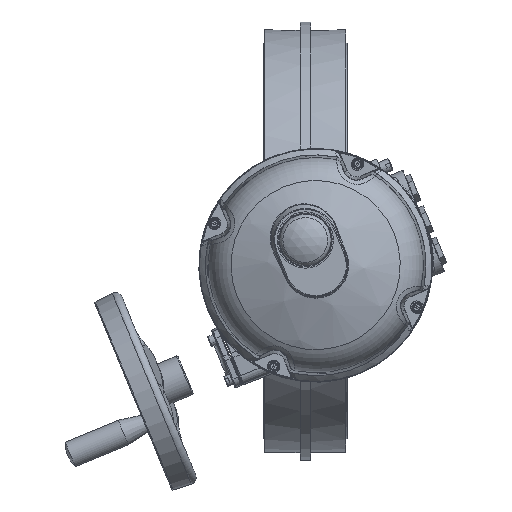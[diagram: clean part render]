
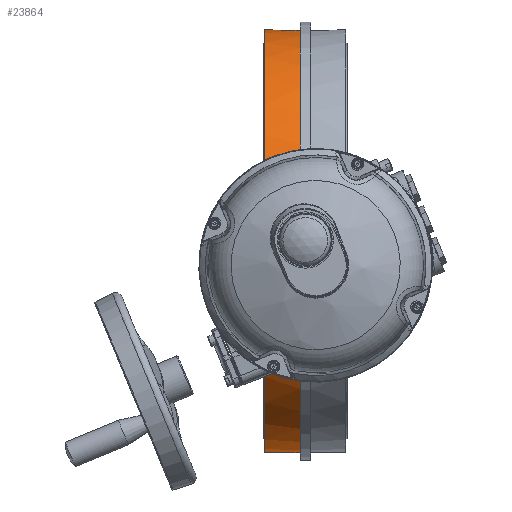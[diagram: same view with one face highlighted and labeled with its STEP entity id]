
A CAD part, top view. The second image highlights one B-rep face of the part: STEP entity #23864.
In plain terms, the highlighted cylindrical face has radius 202.5 mm (diameter 405 mm), a full revolution.
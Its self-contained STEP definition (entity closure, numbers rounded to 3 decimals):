
#1340=CYLINDRICAL_SURFACE('',#26101,202.5);
#2165=ELLIPSE('',#26103,405.,202.5);
#2166=ELLIPSE('',#26105,405.,202.5);
#2167=ELLIPSE('',#26109,405.,202.5);
#2168=ELLIPSE('',#26111,405.,202.5);
#3047=LINE('',#63723,#4613);
#3048=LINE('',#63730,#4614);
#3049=LINE('',#63734,#4615);
#4613=VECTOR('',#30839,202.5);
#4614=VECTOR('',#30846,1000.);
#4615=VECTOR('',#30849,1000.);
#7360=FACE_OUTER_BOUND('',#8704,.T.);
#8704=EDGE_LOOP('',(#20815,#20816,#20817,#20818,#20819,#20820,#20821,#20822,
#20823,#20824,#20825,#20826,#20827,#20828));
#10134=CIRCLE('',#26102,202.5);
#10135=CIRCLE('',#26104,202.5);
#10136=CIRCLE('',#26106,202.5);
#10137=CIRCLE('',#26107,202.5);
#10138=CIRCLE('',#26108,202.5);
#10139=CIRCLE('',#26110,202.5);
#12075=VERTEX_POINT('',#63711);
#12076=VERTEX_POINT('',#63712);
#12077=VERTEX_POINT('',#63714);
#12078=VERTEX_POINT('',#63716);
#12079=VERTEX_POINT('',#63718);
#12080=VERTEX_POINT('',#63720);
#12081=VERTEX_POINT('',#63722);
#12082=VERTEX_POINT('',#63725);
#12083=VERTEX_POINT('',#63727);
#12084=VERTEX_POINT('',#63729);
#12085=VERTEX_POINT('',#63731);
#12086=VERTEX_POINT('',#63733);
#15373=EDGE_CURVE('',#12075,#12076,#10134,.T.);
#15374=EDGE_CURVE('',#12075,#12077,#2165,.T.);
#15375=EDGE_CURVE('',#12077,#12078,#10135,.T.);
#15376=EDGE_CURVE('',#12078,#12079,#2166,.T.);
#15377=EDGE_CURVE('',#12080,#12079,#10136,.T.);
#15378=EDGE_CURVE('',#12080,#12081,#3047,.T.);
#15379=EDGE_CURVE('',#12081,#12081,#10137,.T.);
#15380=EDGE_CURVE('',#12082,#12080,#10138,.T.);
#15381=EDGE_CURVE('',#12082,#12083,#2167,.T.);
#15382=EDGE_CURVE('',#12084,#12083,#3048,.T.);
#15383=EDGE_CURVE('',#12084,#12085,#10139,.T.);
#15384=EDGE_CURVE('',#12086,#12085,#3049,.T.);
#15385=EDGE_CURVE('',#12086,#12076,#2168,.T.);
#20815=ORIENTED_EDGE('',*,*,#15373,.F.);
#20816=ORIENTED_EDGE('',*,*,#15374,.T.);
#20817=ORIENTED_EDGE('',*,*,#15375,.T.);
#20818=ORIENTED_EDGE('',*,*,#15376,.T.);
#20819=ORIENTED_EDGE('',*,*,#15377,.F.);
#20820=ORIENTED_EDGE('',*,*,#15378,.T.);
#20821=ORIENTED_EDGE('',*,*,#15379,.T.);
#20822=ORIENTED_EDGE('',*,*,#15378,.F.);
#20823=ORIENTED_EDGE('',*,*,#15380,.F.);
#20824=ORIENTED_EDGE('',*,*,#15381,.T.);
#20825=ORIENTED_EDGE('',*,*,#15382,.F.);
#20826=ORIENTED_EDGE('',*,*,#15383,.T.);
#20827=ORIENTED_EDGE('',*,*,#15384,.F.);
#20828=ORIENTED_EDGE('',*,*,#15385,.T.);
#23864=ADVANCED_FACE('',(#7360),#1340,.T.);
#26101=AXIS2_PLACEMENT_3D('',#63710,#30827,#30828);
#26102=AXIS2_PLACEMENT_3D('',#63713,#30829,#30830);
#26103=AXIS2_PLACEMENT_3D('',#63715,#30831,#30832);
#26104=AXIS2_PLACEMENT_3D('',#63717,#30833,#30834);
#26105=AXIS2_PLACEMENT_3D('',#63719,#30835,#30836);
#26106=AXIS2_PLACEMENT_3D('',#63721,#30837,#30838);
#26107=AXIS2_PLACEMENT_3D('',#63724,#30840,#30841);
#26108=AXIS2_PLACEMENT_3D('',#63726,#30842,#30843);
#26109=AXIS2_PLACEMENT_3D('',#63728,#30844,#30845);
#26110=AXIS2_PLACEMENT_3D('',#63732,#30847,#30848);
#26111=AXIS2_PLACEMENT_3D('',#63735,#30850,#30851);
#30827=DIRECTION('center_axis',(0.,0.,1.));
#30828=DIRECTION('ref_axis',(1.,0.,0.));
#30829=DIRECTION('center_axis',(0.,0.,1.));
#30830=DIRECTION('ref_axis',(1.,0.,0.));
#30831=DIRECTION('center_axis',(0.866,0.,
-0.5));
#30832=DIRECTION('ref_axis',(0.5,0.,0.866));
#30833=DIRECTION('center_axis',(0.,0.,-1.));
#30834=DIRECTION('ref_axis',(1.,0.,0.));
#30835=DIRECTION('center_axis',(-0.866,0.,
-0.5));
#30836=DIRECTION('ref_axis',(0.5,0.,-0.866));
#30837=DIRECTION('center_axis',(0.,0.,1.));
#30838=DIRECTION('ref_axis',(1.,0.,0.));
#30839=DIRECTION('',(0.,0.,-1.));
#30840=DIRECTION('center_axis',(0.,0.,1.));
#30841=DIRECTION('ref_axis',(1.,0.,0.));
#30842=DIRECTION('center_axis',(0.,0.,1.));
#30843=DIRECTION('ref_axis',(1.,0.,0.));
#30844=DIRECTION('center_axis',(-0.866,0.,
-0.5));
#30845=DIRECTION('ref_axis',(0.5,0.,-0.866));
#30846=DIRECTION('',(0.,0.,1.));
#30847=DIRECTION('center_axis',(0.,0.,-1.));
#30848=DIRECTION('ref_axis',(1.,0.,0.));
#30849=DIRECTION('',(0.,0.,-1.));
#30850=DIRECTION('center_axis',(0.866,0.,-0.5));
#30851=DIRECTION('ref_axis',(0.5,0.,0.866));
#63710=CARTESIAN_POINT('Origin',(0.,0.,115.101));
#63711=CARTESIAN_POINT('',(28.29,-200.514,-5.));
#63712=CARTESIAN_POINT('',(28.29,200.514,-5.));
#63713=CARTESIAN_POINT('Origin',(0.,0.,-5.));
#63714=CARTESIAN_POINT('',(15.588,-201.899,-27.));
#63715=CARTESIAN_POINT('Origin',(0.,0.,
-54.));
#63716=CARTESIAN_POINT('',(-15.588,-201.899,-27.));
#63717=CARTESIAN_POINT('Origin',(0.,0.,-27.));
#63718=CARTESIAN_POINT('',(-28.29,-200.514,-5.));
#63719=CARTESIAN_POINT('Origin',(0.,0.,
-54.));
#63720=CARTESIAN_POINT('',(-202.5,0.,-5.));
#63721=CARTESIAN_POINT('Origin',(0.,0.,-5.));
#63722=CARTESIAN_POINT('',(-202.5,0.,-39.));
#63723=CARTESIAN_POINT('',(-202.5,0.,115.101));
#63724=CARTESIAN_POINT('Origin',(0.,0.,-39.));
#63725=CARTESIAN_POINT('',(-28.29,200.514,-5.));
#63726=CARTESIAN_POINT('Origin',(0.,0.,-5.));
#63727=CARTESIAN_POINT('',(-17.,201.785,-24.555));
#63728=CARTESIAN_POINT('Origin',(0.,0.,
-54.));
#63729=CARTESIAN_POINT('',(-17.,201.785,-27.));
#63730=CARTESIAN_POINT('',(-17.,201.785,115.101));
#63731=CARTESIAN_POINT('',(17.,201.785,-27.));
#63732=CARTESIAN_POINT('Origin',(0.,0.,-27.));
#63733=CARTESIAN_POINT('',(17.,201.785,-24.555));
#63734=CARTESIAN_POINT('',(17.,201.785,115.101));
#63735=CARTESIAN_POINT('Origin',(0.,0.,
-54.));
